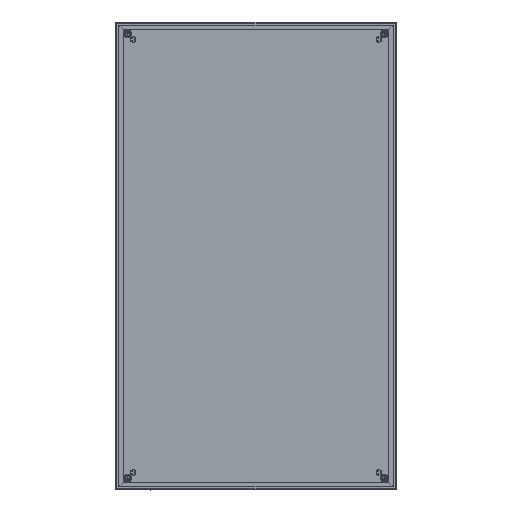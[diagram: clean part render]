
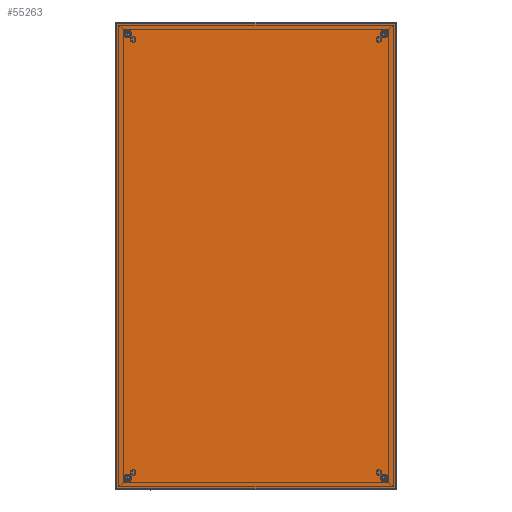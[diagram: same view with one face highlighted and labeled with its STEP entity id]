
A CAD part, left-side view. The second image highlights one B-rep face of the part: STEP entity #55263.
In plain terms, the highlighted planar face has unit normal (-1, 0, 0).
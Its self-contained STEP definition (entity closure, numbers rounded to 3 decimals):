
#23081=EDGE_CURVE('',#58291,#28365,#67666,.T.);
#23391=EDGE_CURVE('',#37855,#57057,#68004,.T.);
#25361=EDGE_CURVE('',#42011,#43907,#70178,.T.);
#26041=EDGE_CURVE('',#43907,#27359,#70922,.T.);
#27279=VERTEX_POINT('',#72287);
#27359=VERTEX_POINT('',#72372);
#28365=VERTEX_POINT('',#73495);
#33423=EDGE_CURVE('',#62969,#40697,#79078,.T.);
#34525=EDGE_CURVE('',#50753,#61441,#80296,.T.);
#34943=VERTEX_POINT('',#80757);
#37181=EDGE_CURVE('',#34943,#51113,#83214,.T.);
#37855=VERTEX_POINT('',#83953);
#38227=EDGE_CURVE('',#40697,#37855,#84365,.T.);
#39755=EDGE_CURVE('',#27279,#50753,#86048,.T.);
#40697=VERTEX_POINT('',#87095);
#42011=VERTEX_POINT('',#88526);
#43657=EDGE_CURVE('',#27359,#42011,#90340,.T.);
#43907=VERTEX_POINT('',#90622);
#46151=EDGE_CURVE('',#61441,#27279,#93090,.T.);
#46551=EDGE_CURVE('',#51113,#57093,#93527,.T.);
#48619=EDGE_CURVE('',#57057,#62969,#95787,.T.);
#49379=VERTEX_POINT('',#96623);
#50753=VERTEX_POINT('',#98137);
#51113=VERTEX_POINT('',#98525);
#52767=EDGE_CURVE('',#49379,#58291,#100365,.T.);
#54005=EDGE_CURVE('',#57093,#34943,#101741,.T.);
#55263=ADVANCED_FACE('',(#103142,#103143,#103144,#103145,#103146),#103147,.F.);
#57057=VERTEX_POINT('',#105149);
#57093=VERTEX_POINT('',#105188);
#58291=VERTEX_POINT('',#106501);
#60023=EDGE_CURVE('',#28365,#49379,#108412,.T.);
#61441=VERTEX_POINT('',#109998);
#62969=VERTEX_POINT('',#111690);
#67666=CIRCLE('',#117523,9.098);
#68004=LINE('',#118046,#118047);
#70178=CIRCLE('',#122002,9.098);
#70922=CIRCLE('',#123445,9.098);
#72287=CARTESIAN_POINT('',(1.05,-265.902,475.0));
#72372=CARTESIAN_POINT('',(1.05,-275.0,-465.902));
#73495=CARTESIAN_POINT('',(1.05,265.902,-475.0));
#79078=LINE('',#139590,#139591);
#80296=CIRCLE('',#141790,9.098);
#80757=CARTESIAN_POINT('',(1.05,275.0,465.902));
#83214=CIRCLE('',#147289,9.098);
#83953=CARTESIAN_POINT('',(1.05,297.75,497.75));
#84365=LINE('',#149507,#149508);
#86048=CIRCLE('',#152635,9.098);
#87095=CARTESIAN_POINT('',(1.05,297.75,-497.75));
#88526=CARTESIAN_POINT('',(1.05,-275.0,-484.098));
#90340=CIRCLE('',#160683,9.098);
#90622=CARTESIAN_POINT('',(1.05,-284.098,-475.0));
#93090=CIRCLE('',#165697,9.098);
#93527=CIRCLE('',#166449,9.098);
#95787=LINE('',#170899,#170900);
#96623=CARTESIAN_POINT('',(1.05,275.0,-484.098));
#98137=CARTESIAN_POINT('',(1.05,-275.0,484.098));
#98525=CARTESIAN_POINT('',(1.05,275.0,484.098));
#100365=CIRCLE('',#179622,9.098);
#101741=CIRCLE('',#182119,9.098);
#103142=FACE_OUTER_BOUND('',#184936,.T.);
#103143=FACE_BOUND('',#184937,.T.);
#103144=FACE_BOUND('',#184938,.T.);
#103145=FACE_BOUND('',#184939,.T.);
#103146=FACE_BOUND('',#184940,.T.);
#103147=PLANE('',#184941);
#105149=CARTESIAN_POINT('',(1.05,-297.75,497.75));
#105188=CARTESIAN_POINT('',(1.05,284.098,475.0));
#106501=CARTESIAN_POINT('',(1.05,275.0,-465.902));
#108412=CIRCLE('',#195299,9.098);
#109998=CARTESIAN_POINT('',(1.05,-275.0,465.902));
#111690=CARTESIAN_POINT('',(1.05,-297.75,-497.75));
#117523=AXIS2_PLACEMENT_3D('',#210292,#210293,#210294);
#118046=CARTESIAN_POINT('',(1.05,297.75,497.75));
#118047=VECTOR('',#210676,595.5);
#122002=AXIS2_PLACEMENT_3D('',#213012,#213013,#213014);
#123445=AXIS2_PLACEMENT_3D('',#213770,#213771,#213772);
#139590=CARTESIAN_POINT('',(1.05,-297.75,-497.75));
#139591=VECTOR('',#223009,595.5);
#141790=AXIS2_PLACEMENT_3D('',#224293,#224294,#224295);
#147289=AXIS2_PLACEMENT_3D('',#227416,#227417,#227418);
#149507=CARTESIAN_POINT('',(1.05,297.75,-497.75));
#149508=VECTOR('',#228768,995.5);
#152635=AXIS2_PLACEMENT_3D('',#230822,#230823,#230824);
#160683=AXIS2_PLACEMENT_3D('',#235423,#235424,#235425);
#165697=AXIS2_PLACEMENT_3D('',#238580,#238581,#238582);
#166449=AXIS2_PLACEMENT_3D('',#239033,#239034,#239035);
#170899=CARTESIAN_POINT('',(1.05,-297.75,497.75));
#170900=VECTOR('',#241363,995.5);
#179622=AXIS2_PLACEMENT_3D('',#246272,#246273,#246274);
#182119=AXIS2_PLACEMENT_3D('',#248101,#248102,#248103);
#184936=EDGE_LOOP('',(#249705,#249706,#249707,#249708));
#184937=EDGE_LOOP('',(#249709,#249710,#249711));
#184938=EDGE_LOOP('',(#249712,#249713,#249714));
#184939=EDGE_LOOP('',(#249715,#249716,#249717));
#184940=EDGE_LOOP('',(#249718,#249719,#249720));
#184941=AXIS2_PLACEMENT_3D('',#249721,#249722,#249723);
#195299=AXIS2_PLACEMENT_3D('',#255786,#255787,#255788);
#210292=CARTESIAN_POINT('',(1.05,275.0,-475.0));
#210293=DIRECTION('',(1.0,0.0,-0.0));
#210294=DIRECTION('',(0.0,1.0,0.));
#210676=DIRECTION('',(0.0,-1.0,0.0));
#213012=CARTESIAN_POINT('',(1.05,-275.0,-475.0));
#213013=DIRECTION('',(-1.0,0.0,0.0));
#213014=DIRECTION('',(0.0,-1.0,0.));
#213770=CARTESIAN_POINT('',(1.05,-275.0,-475.0));
#213771=DIRECTION('',(-1.0,0.0,0.0));
#213772=DIRECTION('',(0.0,-1.0,0.));
#223009=DIRECTION('',(0.0,1.0,0.0));
#224293=CARTESIAN_POINT('',(1.05,-275.0,475.0));
#224294=DIRECTION('',(1.0,0.0,0.0));
#224295=DIRECTION('',(0.0,-1.0,0.));
#227416=CARTESIAN_POINT('',(1.05,275.0,475.0));
#227417=DIRECTION('',(-1.0,0.0,-0.0));
#227418=DIRECTION('',(0.0,1.0,0.));
#228768=DIRECTION('',(0.0,0.0,1.0));
#230822=CARTESIAN_POINT('',(1.05,-275.0,475.0));
#230823=DIRECTION('',(1.0,0.0,0.0));
#230824=DIRECTION('',(0.0,-1.0,0.));
#235423=CARTESIAN_POINT('',(1.05,-275.0,-475.0));
#235424=DIRECTION('',(-1.0,0.0,0.0));
#235425=DIRECTION('',(0.0,-1.0,0.));
#238580=CARTESIAN_POINT('',(1.05,-275.0,475.0));
#238581=DIRECTION('',(1.0,0.0,0.0));
#238582=DIRECTION('',(0.0,-1.0,0.));
#239033=CARTESIAN_POINT('',(1.05,275.0,475.0));
#239034=DIRECTION('',(-1.0,0.0,-0.0));
#239035=DIRECTION('',(0.0,1.0,0.));
#241363=DIRECTION('',(0.0,0.0,-1.0));
#246272=CARTESIAN_POINT('',(1.05,275.0,-475.0));
#246273=DIRECTION('',(1.0,0.0,-0.0));
#246274=DIRECTION('',(0.0,1.0,0.));
#248101=CARTESIAN_POINT('',(1.05,275.0,475.0));
#248102=DIRECTION('',(-1.0,0.0,-0.0));
#248103=DIRECTION('',(0.0,1.0,0.));
#249705=ORIENTED_EDGE('',*,*,#33423,.F.);
#249706=ORIENTED_EDGE('',*,*,#48619,.F.);
#249707=ORIENTED_EDGE('',*,*,#23391,.F.);
#249708=ORIENTED_EDGE('',*,*,#38227,.F.);
#249709=ORIENTED_EDGE('',*,*,#39755,.T.);
#249710=ORIENTED_EDGE('',*,*,#34525,.T.);
#249711=ORIENTED_EDGE('',*,*,#46151,.T.);
#249712=ORIENTED_EDGE('',*,*,#54005,.F.);
#249713=ORIENTED_EDGE('',*,*,#46551,.F.);
#249714=ORIENTED_EDGE('',*,*,#37181,.F.);
#249715=ORIENTED_EDGE('',*,*,#26041,.F.);
#249716=ORIENTED_EDGE('',*,*,#25361,.F.);
#249717=ORIENTED_EDGE('',*,*,#43657,.F.);
#249718=ORIENTED_EDGE('',*,*,#60023,.T.);
#249719=ORIENTED_EDGE('',*,*,#52767,.T.);
#249720=ORIENTED_EDGE('',*,*,#23081,.T.);
#249721=CARTESIAN_POINT('',(1.05,0.0,0.0));
#249722=DIRECTION('',(1.0,0.0,0.0));
#249723=DIRECTION('',(0.0,-1.0,0.0));
#255786=CARTESIAN_POINT('',(1.05,275.0,-475.0));
#255787=DIRECTION('',(1.0,0.0,-0.0));
#255788=DIRECTION('',(0.0,1.0,0.));
